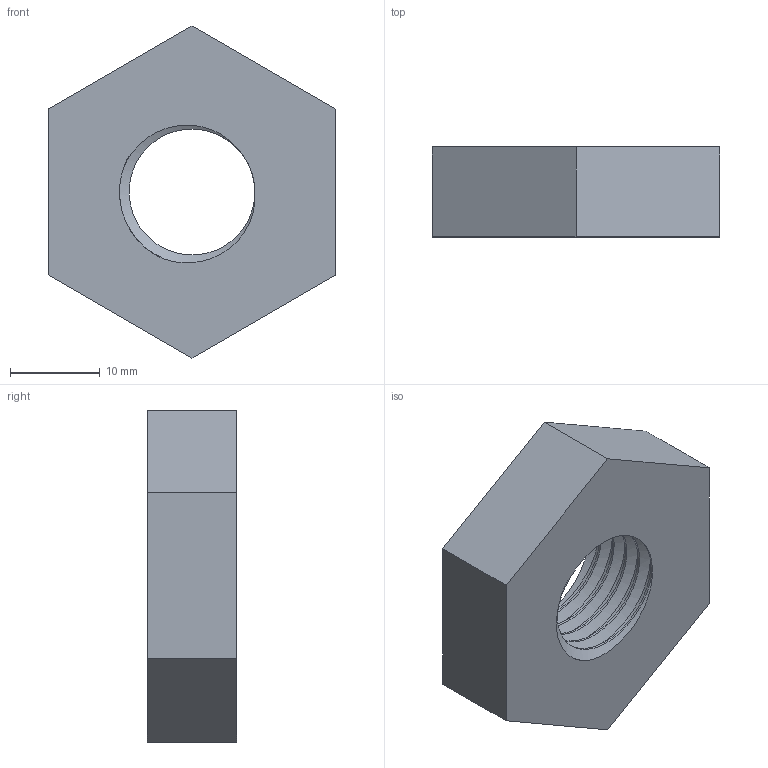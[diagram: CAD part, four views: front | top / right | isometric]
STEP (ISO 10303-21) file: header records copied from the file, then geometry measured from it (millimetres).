
FILE_DESCRIPTION (( 'STEP AP214' ), '1' );
FILE_NAME ('NUT M16.STEP', '2025-02-16T17:22:11', ( '' ), ( '' ), 'SwSTEP 2.0', 'SolidWorks 2024', '' );
FILE_SCHEMA (( 'AUTOMOTIVE_DESIGN' ));
Length unit declared in the file: millimetre
Products named in the file (1): NUT M16
Bounding box: 32 x 10 x 36.95 mm (x, y, z)
Volume: 7043.6 mm3; surface area: 3291.9 mm2
Topology: 1 solids, 1 shells, 22 faces, 60 edges, 40 vertices
Faces by surface type: cylinder 11, plane 8, bspline 3
Entity records: 3492 total; most frequent: CARTESIAN_POINT 2998, ORIENTED_EDGE 120, DIRECTION 72, EDGE_CURVE 60, VERTEX_POINT 40, VECTOR 28, LINE 28, EDGE_LOOP 24
